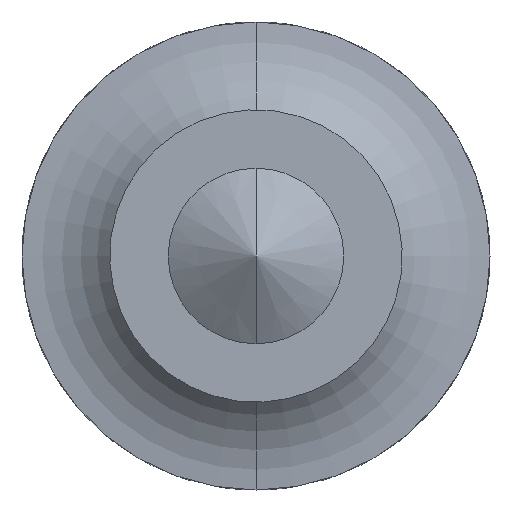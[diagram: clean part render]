
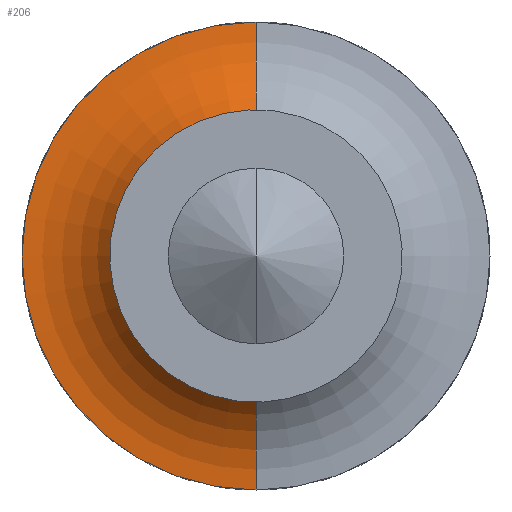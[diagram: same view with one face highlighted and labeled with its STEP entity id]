
A CAD part, front view. The second image highlights one B-rep face of the part: STEP entity #206.
In plain terms, the highlighted toroidal (fillet/blend) face has major radius 8 mm and minor radius 4 mm.
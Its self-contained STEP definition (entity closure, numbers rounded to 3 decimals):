
#181 = ORIENTED_EDGE ( 'NONE', *, *, #182, .F. ) ;
#182 = EDGE_CURVE ( 'NONE', #205, #202, #529, .T. ) ;
#196 = ORIENTED_EDGE ( 'NONE', *, *, #197, .T. ) ;
#197 = EDGE_CURVE ( 'NONE', #204, #199, #652, .T. ) ;
#198 = ORIENTED_EDGE ( 'NONE', *, *, #203, .F. ) ;
#199 = VERTEX_POINT ( 'NONE', #647 ) ;
#200 = ORIENTED_EDGE ( 'NONE', *, *, #201, .T. ) ;
#201 = EDGE_CURVE ( 'NONE', #199, #202, #646, .T. ) ;
#202 = VERTEX_POINT ( 'NONE', #641 ) ;
#203 = EDGE_CURVE ( 'NONE', #204, #205, #640, .T. ) ;
#204 = VERTEX_POINT ( 'NONE', #515 ) ;
#205 = VERTEX_POINT ( 'NONE', #514 ) ;
#206 = ADVANCED_FACE ( 'NONE', ( #513 ), #510, .F. ) ;
#207 = EDGE_LOOP ( 'NONE', ( #198, #196, #200, #181 ) ) ;
#507 = DIRECTION ( 'NONE',  ( 0., 0., -1. ) ) ;
#508 = DIRECTION ( 'NONE',  ( 0., -1., 0. ) ) ;
#509 = AXIS2_PLACEMENT_3D ( 'NONE', #512, #508, #507 ) ;
#510 = TOROIDAL_SURFACE ( 'NONE', #509, 8., 4. ) ;
#512 = CARTESIAN_POINT ( 'NONE',  ( 0., -9., 0. ) ) ;
#513 = FACE_OUTER_BOUND ( 'NONE', #207, .T. ) ;
#514 = CARTESIAN_POINT ( 'NONE',  ( 0., -9., -4. ) ) ;
#515 = CARTESIAN_POINT ( 'NONE',  ( 0., -9., 4. ) ) ;
#516 = DIRECTION ( 'NONE',  ( 0., 0., -1. ) ) ;
#517 = DIRECTION ( 'NONE',  ( 0., -1., 0. ) ) ;
#518 = CARTESIAN_POINT ( 'NONE',  ( 0., -9., 0. ) ) ;
#526 = DIRECTION ( 'NONE',  ( 0., 0., 1. ) ) ;
#527 = DIRECTION ( 'NONE',  ( -1., 0., 0. ) ) ;
#528 = AXIS2_PLACEMENT_3D ( 'NONE', #534, #527, #526 ) ;
#529 = CIRCLE ( 'NONE', #528, 4. ) ;
#534 = CARTESIAN_POINT ( 'NONE',  ( 0., -9., -8. ) ) ;
#639 = AXIS2_PLACEMENT_3D ( 'NONE', #518, #517, #516 ) ;
#640 = CIRCLE ( 'NONE', #639, 4. ) ;
#641 = CARTESIAN_POINT ( 'NONE',  ( 0., -5., -8. ) ) ;
#642 = DIRECTION ( 'NONE',  ( 0., 0., -1. ) ) ;
#643 = DIRECTION ( 'NONE',  ( 0., -1., 0. ) ) ;
#644 = CARTESIAN_POINT ( 'NONE',  ( 0., -5., 0. ) ) ;
#645 = AXIS2_PLACEMENT_3D ( 'NONE', #644, #643, #642 ) ;
#646 = CIRCLE ( 'NONE', #645, 8. ) ;
#647 = CARTESIAN_POINT ( 'NONE',  ( 0., -5., 8. ) ) ;
#648 = DIRECTION ( 'NONE',  ( 0., 0., -1. ) ) ;
#649 = DIRECTION ( 'NONE',  ( 1., 0., 0. ) ) ;
#650 = CARTESIAN_POINT ( 'NONE',  ( 0., -9., 8. ) ) ;
#651 = AXIS2_PLACEMENT_3D ( 'NONE', #650, #649, #648 ) ;
#652 = CIRCLE ( 'NONE', #651, 4. ) ;
